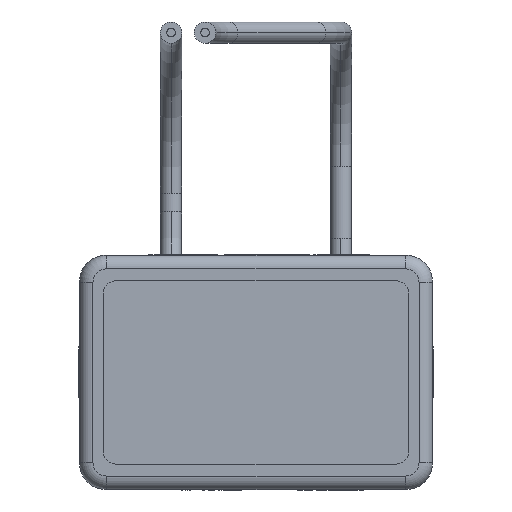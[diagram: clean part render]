
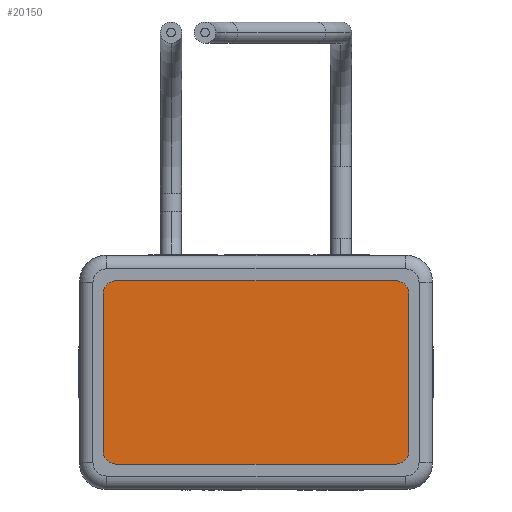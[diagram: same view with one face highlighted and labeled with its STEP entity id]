
A CAD part, front view. The second image highlights one B-rep face of the part: STEP entity #20150.
In plain terms, the highlighted planar face has unit normal (0, -1, 0).
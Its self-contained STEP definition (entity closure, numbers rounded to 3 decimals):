
#613 = CARTESIAN_POINT ( 'NONE',  ( -11.43, 0.381, -5.842 ) ) ;
#658 = CARTESIAN_POINT ( 'NONE',  ( 11.43, 0.381, 5.842 ) ) ;
#768 = VECTOR ( 'NONE', #1518, 1000. ) ;
#1518 = DIRECTION ( 'NONE',  ( 0., 0., -1. ) ) ;
#1669 = AXIS2_PLACEMENT_3D ( 'NONE', #25585, #16198, #3975 ) ;
#2597 = CARTESIAN_POINT ( 'NONE',  ( -10.414, 0.381, 6.858 ) ) ;
#2661 = CIRCLE ( 'NONE', #1669, 1.016 ) ;
#3788 = VERTEX_POINT ( 'NONE', #613 ) ;
#3975 = DIRECTION ( 'NONE',  ( 0., 0., 1. ) ) ;
#4163 = DIRECTION ( 'NONE',  ( 0., -1., 0. ) ) ;
#4580 = PLANE ( 'NONE',  #17258 ) ;
#5309 = VERTEX_POINT ( 'NONE', #22201 ) ;
#7024 = CARTESIAN_POINT ( 'NONE',  ( -11.43, 0.381, 5.842 ) ) ;
#7105 = ORIENTED_EDGE ( 'NONE', *, *, #12100, .T. ) ;
#7194 = DIRECTION ( 'NONE',  ( 0., -1., 0. ) ) ;
#8156 = CARTESIAN_POINT ( 'NONE',  ( -10.414, 0.381, -6.858 ) ) ;
#8758 = ORIENTED_EDGE ( 'NONE', *, *, #24980, .T. ) ;
#8838 = AXIS2_PLACEMENT_3D ( 'NONE', #29119, #7194, #16600 ) ;
#9362 = CARTESIAN_POINT ( 'NONE',  ( -10.414, 0.381, -6.858 ) ) ;
#10335 = LINE ( 'NONE', #29300, #24319 ) ;
#11038 = VERTEX_POINT ( 'NONE', #13248 ) ;
#11799 = ORIENTED_EDGE ( 'NONE', *, *, #13053, .T. ) ;
#11885 = EDGE_CURVE ( 'NONE', #15043, #5309, #28815, .T. ) ;
#12100 = EDGE_CURVE ( 'NONE', #14281, #30167, #14160, .T. ) ;
#12275 = EDGE_CURVE ( 'NONE', #3788, #17242, #26308, .T. ) ;
#12480 = CARTESIAN_POINT ( 'NONE',  ( 10.414, 0.381, 6.858 ) ) ;
#13053 = EDGE_CURVE ( 'NONE', #17242, #14281, #30957, .T. ) ;
#13248 = CARTESIAN_POINT ( 'NONE',  ( -11.43, 0.381, 5.842 ) ) ;
#13366 = EDGE_CURVE ( 'NONE', #13794, #15043, #2661, .T. ) ;
#13656 = AXIS2_PLACEMENT_3D ( 'NONE', #16894, #4163, #23426 ) ;
#13691 = FACE_OUTER_BOUND ( 'NONE', #22773, .T. ) ;
#13794 = VERTEX_POINT ( 'NONE', #658 ) ;
#14154 = CARTESIAN_POINT ( 'NONE',  ( -10.414, 0.381, 5.842 ) ) ;
#14160 = CIRCLE ( 'NONE', #25794, 1.016 ) ;
#14281 = VERTEX_POINT ( 'NONE', #27288 ) ;
#14890 = EDGE_CURVE ( 'NONE', #11038, #3788, #21492, .T. ) ;
#15043 = VERTEX_POINT ( 'NONE', #12480 ) ;
#16198 = DIRECTION ( 'NONE',  ( 0., -1., 0. ) ) ;
#16339 = ORIENTED_EDGE ( 'NONE', *, *, #12275, .T. ) ;
#16571 = DIRECTION ( 'NONE',  ( 1., 0., 0. ) ) ;
#16600 = DIRECTION ( 'NONE',  ( 0., 0., -1. ) ) ;
#16894 = CARTESIAN_POINT ( 'NONE',  ( -10.414, 0.381, -5.842 ) ) ;
#17242 = VERTEX_POINT ( 'NONE', #8156 ) ;
#17258 = AXIS2_PLACEMENT_3D ( 'NONE', #14154, #25740, #21120 ) ;
#17597 = VECTOR ( 'NONE', #24231, 1000. ) ;
#18024 = CARTESIAN_POINT ( 'NONE',  ( 10.414, 0.381, -5.842 ) ) ;
#19126 = ORIENTED_EDGE ( 'NONE', *, *, #13366, .T. ) ;
#19750 = DIRECTION ( 'NONE',  ( 0., 0., 1. ) ) ;
#20150 = ADVANCED_FACE ( 'NONE', ( #13691 ), #4580, .T. ) ;
#20370 = DIRECTION ( 'NONE',  ( 0., -1., 0. ) ) ;
#21120 = DIRECTION ( 'NONE',  ( 0., 0., -1. ) ) ;
#21410 = ORIENTED_EDGE ( 'NONE', *, *, #14890, .T. ) ;
#21492 = LINE ( 'NONE', #7024, #768 ) ;
#22201 = CARTESIAN_POINT ( 'NONE',  ( -10.414, 0.381, 6.858 ) ) ;
#22298 = VECTOR ( 'NONE', #16571, 1000. ) ;
#22407 = CIRCLE ( 'NONE', #8838, 1.016 ) ;
#22773 = EDGE_LOOP ( 'NONE', ( #24117, #21410, #16339, #11799, #7105, #8758, #19126, #30965 ) ) ;
#23426 = DIRECTION ( 'NONE',  ( 0., 0., -1. ) ) ;
#24117 = ORIENTED_EDGE ( 'NONE', *, *, #26451, .T. ) ;
#24137 = CARTESIAN_POINT ( 'NONE',  ( 11.43, 0.381, -5.842 ) ) ;
#24231 = DIRECTION ( 'NONE',  ( -1., 0., 0. ) ) ;
#24319 = VECTOR ( 'NONE', #19750, 1000. ) ;
#24980 = EDGE_CURVE ( 'NONE', #30167, #13794, #10335, .T. ) ;
#25171 = DIRECTION ( 'NONE',  ( 0., 0., -1. ) ) ;
#25585 = CARTESIAN_POINT ( 'NONE',  ( 10.414, 0.381, 5.842 ) ) ;
#25740 = DIRECTION ( 'NONE',  ( 0., -1., 0. ) ) ;
#25794 = AXIS2_PLACEMENT_3D ( 'NONE', #18024, #20370, #25171 ) ;
#26308 = CIRCLE ( 'NONE', #13656, 1.016 ) ;
#26451 = EDGE_CURVE ( 'NONE', #5309, #11038, #22407, .T. ) ;
#27288 = CARTESIAN_POINT ( 'NONE',  ( 10.414, 0.381, -6.858 ) ) ;
#28815 = LINE ( 'NONE', #2597, #17597 ) ;
#29119 = CARTESIAN_POINT ( 'NONE',  ( -10.414, 0.381, 5.842 ) ) ;
#29300 = CARTESIAN_POINT ( 'NONE',  ( 11.43, 0.381, 5.842 ) ) ;
#30167 = VERTEX_POINT ( 'NONE', #24137 ) ;
#30957 = LINE ( 'NONE', #9362, #22298 ) ;
#30965 = ORIENTED_EDGE ( 'NONE', *, *, #11885, .T. ) ;
